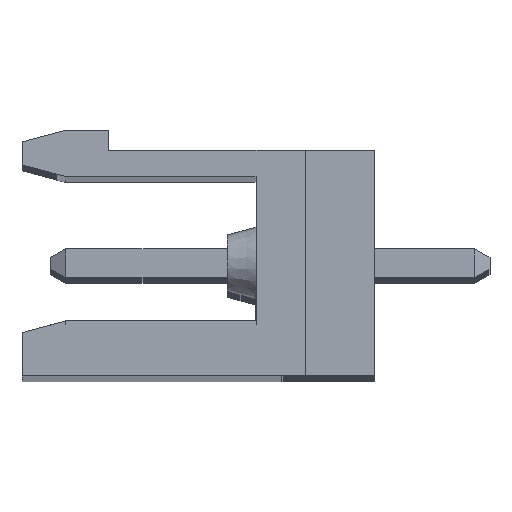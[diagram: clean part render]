
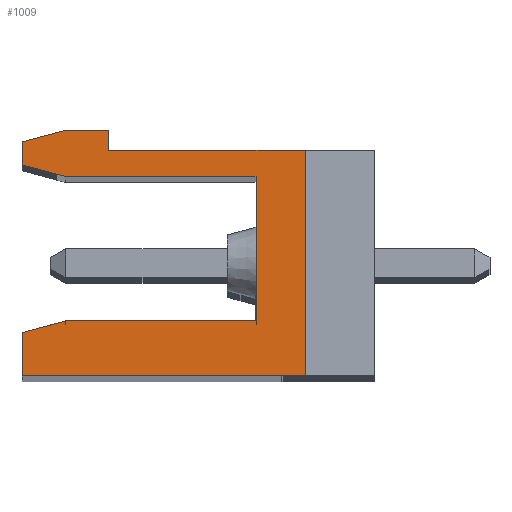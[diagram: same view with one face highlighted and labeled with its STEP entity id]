
A CAD part, top view. The second image highlights one B-rep face of the part: STEP entity #1009.
In plain terms, the highlighted planar face has unit normal (0, 0, 1).
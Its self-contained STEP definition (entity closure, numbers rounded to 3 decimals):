
#1009 = ADVANCED_FACE( '', ( #2856 ), #2857, .F. );
#2856 = FACE_OUTER_BOUND( '', #5622, .T. );
#2857 = PLANE( '', #5623 );
#5622 = EDGE_LOOP( '', ( #8630, #8631, #8632, #8633, #8634, #8635, #8636, #8637, #8638, #8639, #8640, #8641, #8642 ) );
#5623 = AXIS2_PLACEMENT_3D( '', #8643, #8644, #8645 );
#8630 = ORIENTED_EDGE( '', *, *, #16440, .T. );
#8631 = ORIENTED_EDGE( '', *, *, #16441, .T. );
#8632 = ORIENTED_EDGE( '', *, *, #16442, .F. );
#8633 = ORIENTED_EDGE( '', *, *, #16443, .T. );
#8634 = ORIENTED_EDGE( '', *, *, #16444, .F. );
#8635 = ORIENTED_EDGE( '', *, *, #16445, .F. );
#8636 = ORIENTED_EDGE( '', *, *, #16446, .F. );
#8637 = ORIENTED_EDGE( '', *, *, #16447, .F. );
#8638 = ORIENTED_EDGE( '', *, *, #16448, .F. );
#8639 = ORIENTED_EDGE( '', *, *, #16449, .F. );
#8640 = ORIENTED_EDGE( '', *, *, #16450, .F. );
#8641 = ORIENTED_EDGE( '', *, *, #16451, .F. );
#8642 = ORIENTED_EDGE( '', *, *, #16452, .T. );
#8643 = CARTESIAN_POINT( '', ( 336.953, 140.526, 1.12 ) );
#8644 = DIRECTION( '', ( 0., 0., -1. ) );
#8645 = DIRECTION( '', ( 0., -1., 0. ) );
#16440 = EDGE_CURVE( '', #19723, #19724, #19725, .T. );
#16441 = EDGE_CURVE( '', #19724, #19726, #19727, .T. );
#16442 = EDGE_CURVE( '', #19728, #19726, #19729, .T. );
#16443 = EDGE_CURVE( '', #19728, #19730, #19731, .T. );
#16444 = EDGE_CURVE( '', #19732, #19730, #19733, .T. );
#16445 = EDGE_CURVE( '', #19734, #19732, #19735, .T. );
#16446 = EDGE_CURVE( '', #19736, #19734, #19737, .T. );
#16447 = EDGE_CURVE( '', #19738, #19736, #19739, .T. );
#16448 = EDGE_CURVE( '', #19740, #19738, #19741, .T. );
#16449 = EDGE_CURVE( '', #19742, #19740, #19743, .T. );
#16450 = EDGE_CURVE( '', #19744, #19742, #19745, .T. );
#16451 = EDGE_CURVE( '', #19746, #19744, #19747, .T. );
#16452 = EDGE_CURVE( '', #19746, #19723, #19748, .T. );
#19723 = VERTEX_POINT( '', #24425 );
#19724 = VERTEX_POINT( '', #24426 );
#19725 = LINE( '', #24427, #24428 );
#19726 = VERTEX_POINT( '', #24429 );
#19727 = LINE( '', #24430, #24431 );
#19728 = VERTEX_POINT( '', #24432 );
#19729 = LINE( '', #24433, #24434 );
#19730 = VERTEX_POINT( '', #24435 );
#19731 = LINE( '', #24436, #24437 );
#19732 = VERTEX_POINT( '', #24438 );
#19733 = LINE( '', #24439, #24440 );
#19734 = VERTEX_POINT( '', #24441 );
#19735 = LINE( '', #24442, #24443 );
#19736 = VERTEX_POINT( '', #24444 );
#19737 = LINE( '', #24445, #24446 );
#19738 = VERTEX_POINT( '', #24447 );
#19739 = LINE( '', #24448, #24449 );
#19740 = VERTEX_POINT( '', #24450 );
#19741 = LINE( '', #24451, #24452 );
#19742 = VERTEX_POINT( '', #24453 );
#19743 = LINE( '', #24454, #24455 );
#19744 = VERTEX_POINT( '', #24456 );
#19745 = LINE( '', #24457, #24458 );
#19746 = VERTEX_POINT( '', #24459 );
#19747 = LINE( '', #24460, #24461 );
#19748 = LINE( '', #24462, #24463 );
#24425 = CARTESIAN_POINT( '', ( 335.646, 138.826, 1.12 ) );
#24426 = CARTESIAN_POINT( '', ( 342.253, 138.826, 1.12 ) );
#24427 = CARTESIAN_POINT( '', ( 336.953, 138.826, 1.12 ) );
#24428 = VECTOR( '', #30657, 1000. );
#24429 = CARTESIAN_POINT( '', ( 342.253, 133.826, 1.12 ) );
#24430 = CARTESIAN_POINT( '', ( 342.253, 140.526, 1.12 ) );
#24431 = VECTOR( '', #30658, 1000. );
#24432 = CARTESIAN_POINT( '', ( 335.653, 133.826, 1.12 ) );
#24433 = CARTESIAN_POINT( '', ( 336.953, 133.826, 1.12 ) );
#24434 = VECTOR( '', #30659, 1000. );
#24435 = CARTESIAN_POINT( '', ( 334.153, 133.424, 1.12 ) );
#24436 = CARTESIAN_POINT( '', ( 334.153, 133.424, 1.12 ) );
#24437 = VECTOR( '', #30660, 1000. );
#24438 = CARTESIAN_POINT( '', ( 334.153, 131.926, 1.12 ) );
#24439 = CARTESIAN_POINT( '', ( 334.153, 140.126, 1.12 ) );
#24440 = VECTOR( '', #30661, 1000. );
#24441 = CARTESIAN_POINT( '', ( 343.953, 131.926, 1.12 ) );
#24442 = CARTESIAN_POINT( '', ( 333.953, 131.926, 1.12 ) );
#24443 = VECTOR( '', #30662, 1000. );
#24444 = CARTESIAN_POINT( '', ( 343.953, 139.726, 1.12 ) );
#24445 = CARTESIAN_POINT( '', ( 343.953, 131.926, 1.12 ) );
#24446 = VECTOR( '', #30663, 1000. );
#24447 = CARTESIAN_POINT( '', ( 337.153, 139.726, 1.12 ) );
#24448 = CARTESIAN_POINT( '', ( 343.753, 139.726, 1.12 ) );
#24449 = VECTOR( '', #30664, 1000. );
#24450 = CARTESIAN_POINT( '', ( 337.153, 140.426, 1.12 ) );
#24451 = CARTESIAN_POINT( '', ( 337.153, 140.026, 1.12 ) );
#24452 = VECTOR( '', #30665, 1000. );
#24453 = CARTESIAN_POINT( '', ( 335.646, 140.426, 1.12 ) );
#24454 = CARTESIAN_POINT( '', ( 337.153, 140.426, 1.12 ) );
#24455 = VECTOR( '', #30666, 1000. );
#24456 = CARTESIAN_POINT( '', ( 334.153, 140.026, 1.12 ) );
#24457 = CARTESIAN_POINT( '', ( 335.646, 140.426, 1.12 ) );
#24458 = VECTOR( '', #30667, 1000. );
#24459 = CARTESIAN_POINT( '', ( 334.153, 139.226, 1.12 ) );
#24460 = CARTESIAN_POINT( '', ( 334.153, 140.126, 1.12 ) );
#24461 = VECTOR( '', #30668, 1000. );
#24462 = CARTESIAN_POINT( '', ( 336.44, 138.613, 1.12 ) );
#24463 = VECTOR( '', #30669, 1000. );
#30657 = DIRECTION( '', ( 1., 0., 0. ) );
#30658 = DIRECTION( '', ( 0., -1., 0. ) );
#30659 = DIRECTION( '', ( 1., 0., 0. ) );
#30660 = DIRECTION( '', ( -0.966, -0.259, 0. ) );
#30661 = DIRECTION( '', ( 0., 1., 0. ) );
#30662 = DIRECTION( '', ( -1., 0., 0. ) );
#30663 = DIRECTION( '', ( 0., -1., 0. ) );
#30664 = DIRECTION( '', ( 1., 0., 0. ) );
#30665 = DIRECTION( '', ( 0., -1., 0. ) );
#30666 = DIRECTION( '', ( 1., 0., 0. ) );
#30667 = DIRECTION( '', ( 0.966, 0.259, 0. ) );
#30668 = DIRECTION( '', ( 0., 1., 0. ) );
#30669 = DIRECTION( '', ( 0.966, -0.259, 0. ) );
